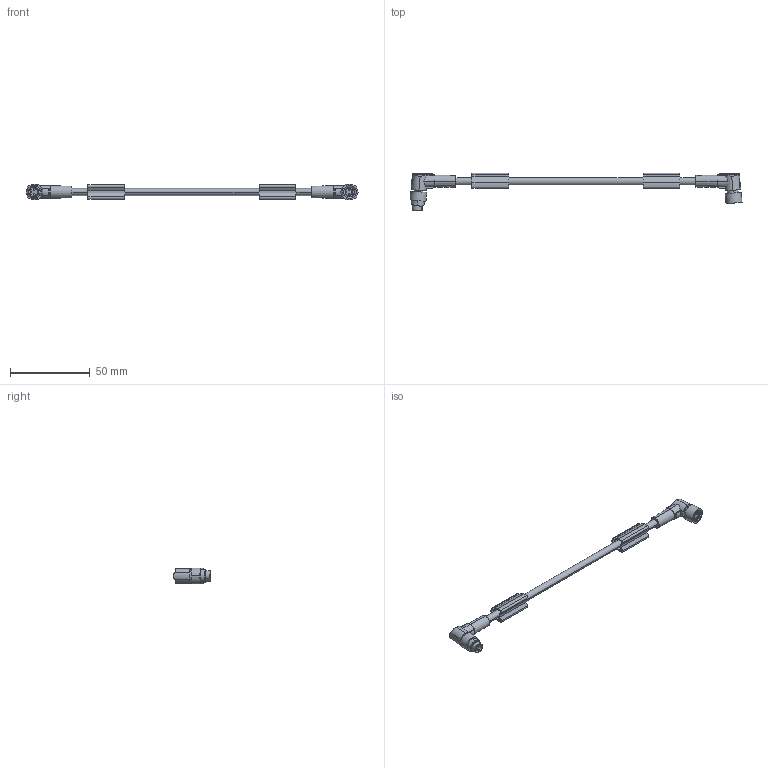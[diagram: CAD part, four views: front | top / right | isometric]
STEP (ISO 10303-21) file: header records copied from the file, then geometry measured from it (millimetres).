
FILE_DESCRIPTION(('SolidDesigner STEP Export'),'2;1');
FILE_NAME('1682281.stp','2009-09-15T14:52:00',(''),(''),'CoCreate Modeling STEP processor for AP214 (Solid Model)','CoCreate Modeling 16.00A 16-Aug-2008 (C) Parametric Technology GmbH','');
FILE_SCHEMA(('AUTOMOTIVE_DESIGN { 1 0 10303 214 1 1 1 1 }'));
Length unit declared in the file: millimetre
Products named in the file (2): 1682281
Assembly tree (1 placements, depth 2):
  1682281
    1682281
Bounding box: 207.59 x 23.68 x 10 mm (x, y, z)
Volume: 7579.4 mm3; surface area: 7994.8 mm2
Topology: 3 solids, 3 shells, 307 faces, 816 edges, 540 vertices
Faces by surface type: cylinder 155, plane 96, extrusion 30, cone 18, torus 8
Entity records: 15888 total; most frequent: CARTESIAN_POINT 7180, ORIENTED_EDGE 1640, DIRECTION 1324, EDGE_CURVE 816, VERTEX_POINT 540, AXIS2_PLACEMENT_3D 457, VECTOR 410, LINE 370
